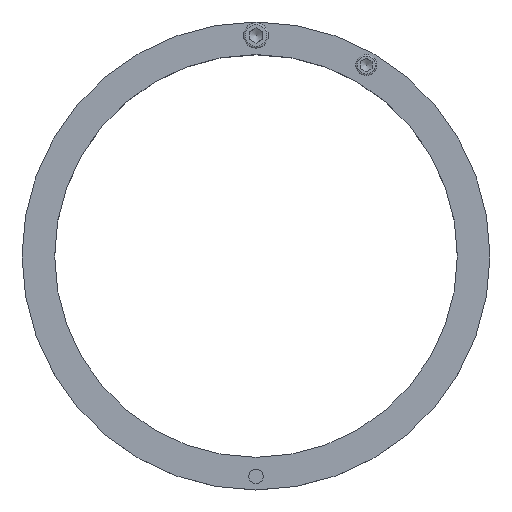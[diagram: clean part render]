
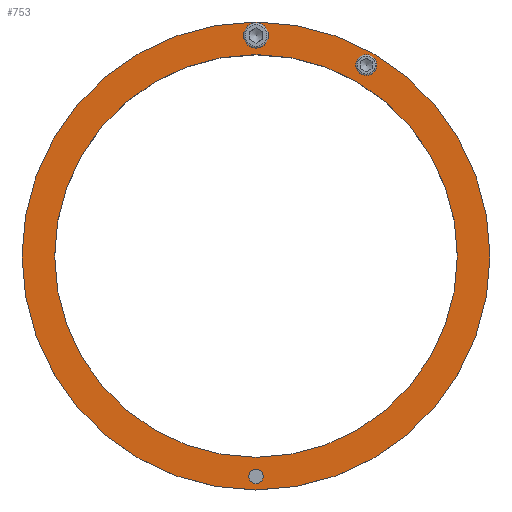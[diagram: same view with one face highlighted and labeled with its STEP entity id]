
A CAD part, top view. The second image highlights one B-rep face of the part: STEP entity #753.
In plain terms, the highlighted planar face has unit normal (0, 0, 1).
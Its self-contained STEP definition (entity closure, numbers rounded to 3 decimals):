
#126=PLANE('',#854);
#174=FACE_BOUND('',#289,.T.);
#175=FACE_BOUND('',#290,.T.);
#176=FACE_BOUND('',#291,.T.);
#177=FACE_BOUND('',#292,.T.);
#217=FACE_OUTER_BOUND('',#288,.T.);
#288=EDGE_LOOP('',(#574));
#289=EDGE_LOOP('',(#575));
#290=EDGE_LOOP('',(#576));
#291=EDGE_LOOP('',(#577));
#292=EDGE_LOOP('',(#578));
#365=CIRCLE('',#838,11.);
#367=CIRCLE('',#841,10.376);
#369=CIRCLE('',#844,13.);
#371=CIRCLE('',#847,290.);
#373=CIRCLE('',#851,337.);
#407=VERTEX_POINT('',#1187);
#409=VERTEX_POINT('',#1192);
#411=VERTEX_POINT('',#1197);
#413=VERTEX_POINT('',#1202);
#415=VERTEX_POINT('',#1208);
#473=EDGE_CURVE('',#407,#407,#365,.T.);
#475=EDGE_CURVE('',#409,#409,#367,.T.);
#477=EDGE_CURVE('',#411,#411,#369,.T.);
#479=EDGE_CURVE('',#413,#413,#371,.T.);
#481=EDGE_CURVE('',#415,#415,#373,.T.);
#574=ORIENTED_EDGE('',*,*,#481,.F.);
#575=ORIENTED_EDGE('',*,*,#473,.T.);
#576=ORIENTED_EDGE('',*,*,#475,.T.);
#577=ORIENTED_EDGE('',*,*,#477,.T.);
#578=ORIENTED_EDGE('',*,*,#479,.T.);
#753=ADVANCED_FACE('',(#217,#174,#175,#176,#177),#126,.F.);
#838=AXIS2_PLACEMENT_3D('',#1188,#964,#965);
#841=AXIS2_PLACEMENT_3D('',#1193,#970,#971);
#844=AXIS2_PLACEMENT_3D('',#1198,#976,#977);
#847=AXIS2_PLACEMENT_3D('',#1203,#982,#983);
#851=AXIS2_PLACEMENT_3D('',#1209,#990,#991);
#854=AXIS2_PLACEMENT_3D('',#1213,#996,#997);
#964=DIRECTION('center_axis',(0.,0.,-1.));
#965=DIRECTION('ref_axis',(1.,0.,0.));
#970=DIRECTION('center_axis',(0.,0.,-1.));
#971=DIRECTION('ref_axis',(1.,0.,0.));
#976=DIRECTION('center_axis',(0.,0.,-1.));
#977=DIRECTION('ref_axis',(1.,0.,0.));
#982=DIRECTION('center_axis',(0.,0.,-1.));
#983=DIRECTION('ref_axis',(-1.,0.,0.));
#990=DIRECTION('center_axis',(0.,0.,-1.));
#991=DIRECTION('ref_axis',(-1.,0.,0.));
#996=DIRECTION('center_axis',(0.,0.,-1.));
#997=DIRECTION('ref_axis',(-1.,0.,0.));
#1187=CARTESIAN_POINT('',(169.75,274.963,178.));
#1188=CARTESIAN_POINT('Origin',(158.75,274.963,178.));
#1192=CARTESIAN_POINT('',(10.376,-317.5,178.));
#1193=CARTESIAN_POINT('Origin',(0.,-317.5,178.));
#1197=CARTESIAN_POINT('',(13.,317.5,178.));
#1198=CARTESIAN_POINT('Origin',(0.,317.5,178.));
#1202=CARTESIAN_POINT('',(290.,0.,178.));
#1203=CARTESIAN_POINT('Origin',(0.,0.,178.));
#1208=CARTESIAN_POINT('',(337.,0.,178.));
#1209=CARTESIAN_POINT('Origin',(0.,0.,178.));
#1213=CARTESIAN_POINT('Origin',(0.,0.,178.));
